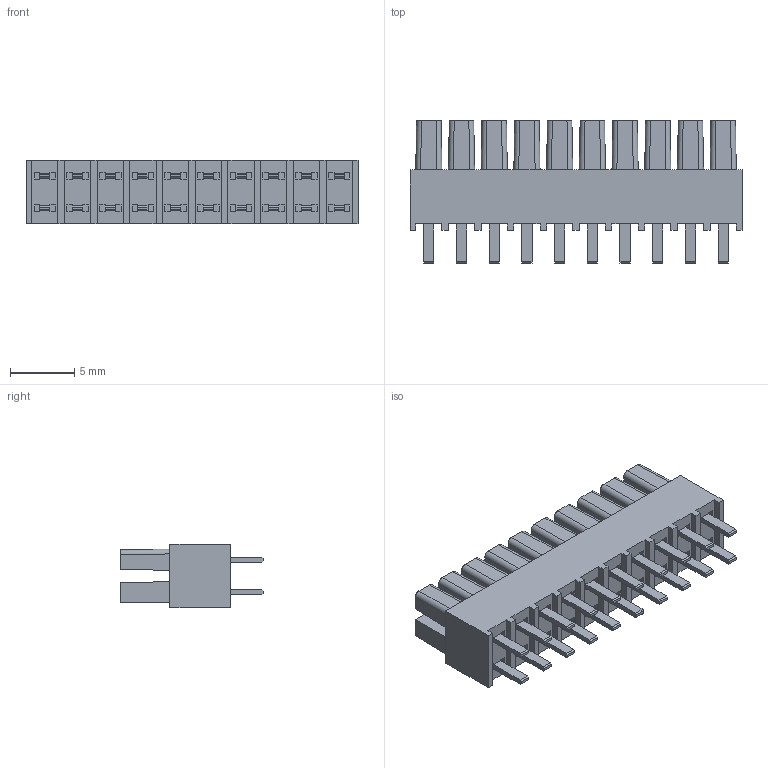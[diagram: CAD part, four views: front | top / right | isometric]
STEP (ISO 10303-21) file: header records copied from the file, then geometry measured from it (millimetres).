
FILE_DESCRIPTION (( 'STEP AP214' ), '1' );
FILE_NAME ('Samtec-IPS1-10-01-S-D.step', '2014-09-19T12:56:03', ( 'Windows User' ), ( '' ), 'SwSTEP 2.0', 'SolidWorks 2014', '' );
FILE_SCHEMA (( 'AUTOMOTIVE_DESIGN' ));
Length unit declared in the file: inch
Products named in the file (1): Samtec-IPS1-10-01-S-D
Bounding box: 25.78 x 11.05 x 4.95 mm (x, y, z)
Volume: 638.6 mm3; surface area: 1983.3 mm2
Topology: 1 solids, 1 shells, 646 faces, 1832 edges, 1168 vertices
Faces by surface type: plane 626, cylinder 20
Entity records: 26834 total; most frequent: CARTESIAN_POINT 3827, ORIENTED_EDGE 3664, DIRECTION 3066, EDGE_CURVE 1832, LINE 1772, VECTOR 1772, VERTEX_POINT 1168, EDGE_LOOP 706
